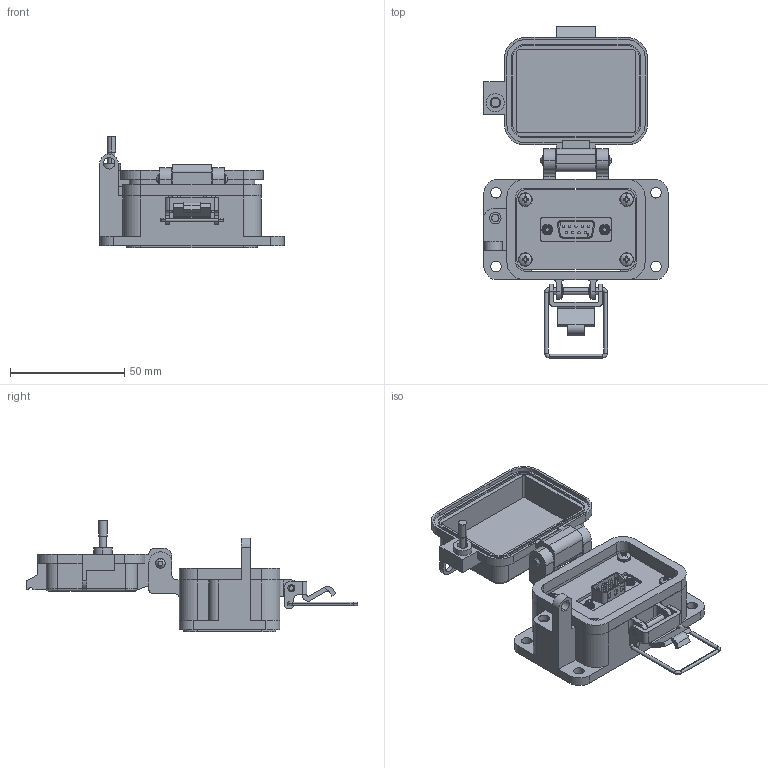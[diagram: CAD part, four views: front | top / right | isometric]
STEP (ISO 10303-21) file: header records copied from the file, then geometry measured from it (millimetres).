
FILE_DESCRIPTION (( 'STEP AP214' ), '1' );
FILE_NAME ('P-Q9-B3RX_3D.STEP', '2017-10-05T13:28:54', ( '' ), ( '' ), 'SwSTEP 2.0', 'SolidWorks 2017', '' );
FILE_SCHEMA (( 'AUTOMOTIVE_DESIGN' ));
Length unit declared in the file: millimetre
Products named in the file (9): P-Q9-B3RX_3D; 92005A124_METRIC PAN HEAD PHILLIPS MACHINE SCREW_92005A124; Z-H-B3; P-Q9-B3RX_FP; Q7; Z-BULK-DB9MF; 90272A106_ZINC-PLTD STL PAN HEAD PHILLIPS MACHINE SCREW_90272A106; P-Q9-B3RX_TP; P-Q9-B3RX_BP
Assembly tree (12 placements, depth 3):
  P-Q9-B3RX_3D
    P-Q9-B3RX_BP
    P-Q9-B3RX_TP
    90272A106_ZINC-PLTD STL PAN HEAD PHILLIPS MACHINE SCREW_90272A106  x2
    Q7
      Z-BULK-DB9MF
    P-Q9-B3RX_FP
    Z-H-B3
    92005A124_METRIC PAN HEAD PHILLIPS MACHINE SCREW_92005A124  x4
Bounding box: 80.57 x 145.03 x 48.8 mm (x, y, z)
Volume: 62308.1 mm3; surface area: 52644.3 mm2
Topology: 24 solids, 24 shells, 1963 faces, 5388 edges, 3526 vertices
Faces by surface type: cylinder 1094, plane 561, bspline 146, cone 126, torus 24, sphere 12
Entity records: 56468 total; most frequent: CARTESIAN_POINT 15870, ORIENTED_EDGE 6992, DIRECTION 6097, EDGE_CURVE 3496, VERTEX_POINT 2286, AXIS2_PLACEMENT_3D 2130, LINE 1837, VECTOR 1837
